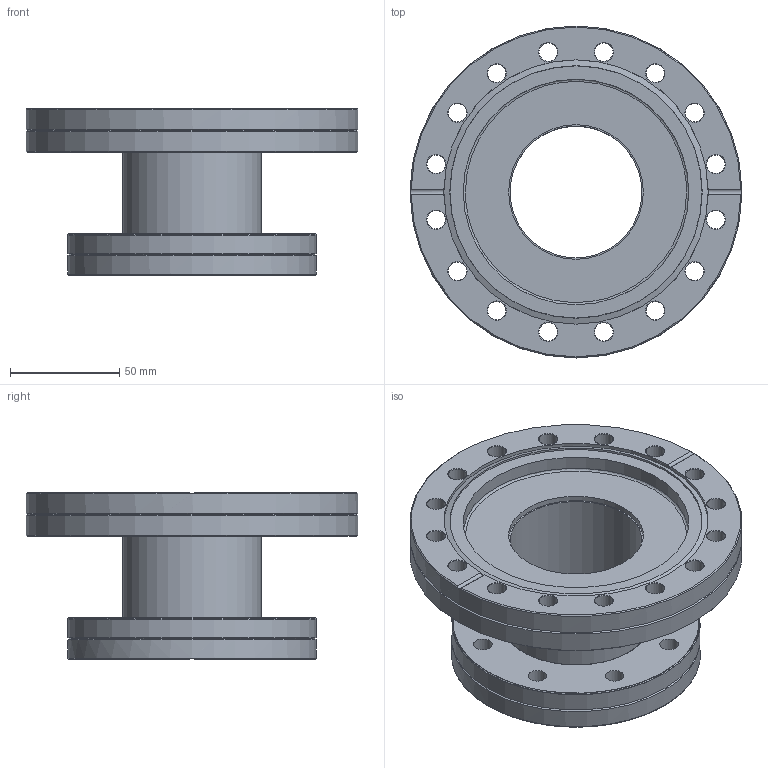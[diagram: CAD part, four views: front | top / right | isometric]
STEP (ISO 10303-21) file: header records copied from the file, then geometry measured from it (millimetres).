
FILE_DESCRIPTION (( 'STEP AP214' ), '1' );
FILE_NAME ('RD1CF10063RFULLVAC.STEP', '2025-04-03T09:50:46', ( '' ), ( '' ), 'SwSTEP 2.0', 'SolidWorks 2017', '' );
FILE_SCHEMA (( 'AUTOMOTIVE_DESIGN' ));
Length unit declared in the file: millimetre
Products named in the file (6): RD1CF154707153-1; RD1CF154509153; RD1CF154707153; RD1CF10063RFULLVAC; RD1CF154307003-2; RD1CF170809061321
Assembly tree (5 placements, depth 3):
  RD1CF10063RFULLVAC
    RD1CF170809061321
    RD1CF154707153
      RD1CF154707153-1
      RD1CF154307003-2
    RD1CF154509153
Bounding box: 151.6 x 151.6 x 76.2 mm (x, y, z)
Volume: 366351.4 mm3; surface area: 111834.7 mm2
Topology: 4 solids, 4 shells, 120 faces, 302 edges, 194 vertices
Faces by surface type: cone 48, cylinder 44, plane 16, bspline 12
Full cylindrical faces by diameter (mm): 8.4 x24, 60.2 x1, 60.3 x1, 61.5 x1, 63.5 x1, 63.7 x2, 65.3 x1, 67 x1, 82.3 x1, 82.5 x1, 103 x1, 113.6 x2, 120.7 x1, 151.6 x2
Entity records: 5366 total; most frequent: CARTESIAN_POINT 1423, DIRECTION 508, ORIENTED_EDGE 362, EDGE_LOOP 272, AXIS2_PLACEMENT_3D 250, EDGE_CURVE 181, FACE_OUTER_BOUND 168, VERTEX_POINT 165
